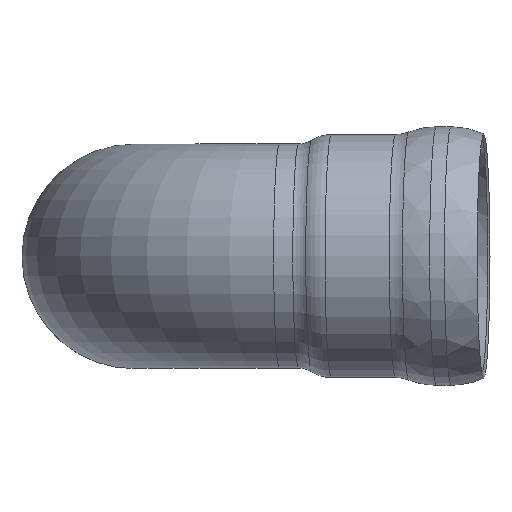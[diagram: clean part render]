
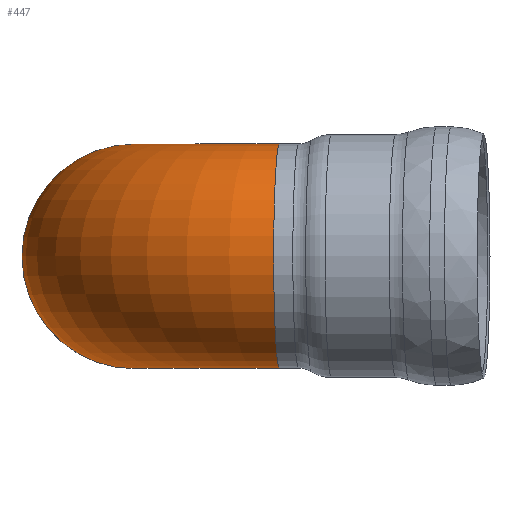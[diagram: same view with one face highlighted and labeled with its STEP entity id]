
A CAD part, top view. The second image highlights one B-rep face of the part: STEP entity #447.
In plain terms, the highlighted toroidal (fillet/blend) face has major radius 500 mm and minor radius 365 mm.
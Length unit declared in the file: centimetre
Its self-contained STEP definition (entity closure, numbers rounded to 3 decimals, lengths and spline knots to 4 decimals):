
#67=FACE_OUTER_BOUND('',#95,.T.);
#95=EDGE_LOOP('',(#300,#301,#302,#303));
#127=CIRCLE('',#483,36.5);
#128=CIRCLE('',#484,13.5);
#129=CIRCLE('',#485,36.5);
#184=VERTEX_POINT('',#752);
#185=VERTEX_POINT('',#754);
#229=EDGE_CURVE('',#184,#184,#127,.T.);
#230=EDGE_CURVE('',#184,#185,#128,.T.);
#231=EDGE_CURVE('',#185,#185,#129,.T.);
#300=ORIENTED_EDGE('',*,*,#229,.F.);
#301=ORIENTED_EDGE('',*,*,#230,.T.);
#302=ORIENTED_EDGE('',*,*,#231,.T.);
#303=ORIENTED_EDGE('',*,*,#230,.F.);
#437=TOROIDAL_SURFACE('',#482,50.,36.5);
#447=ADVANCED_FACE('',(#67),#437,.T.);
#482=AXIS2_PLACEMENT_3D('',#751,#573,#574);
#483=AXIS2_PLACEMENT_3D('',#753,#575,#576);
#484=AXIS2_PLACEMENT_3D('',#755,#577,#578);
#485=AXIS2_PLACEMENT_3D('',#756,#579,#580);
#573=DIRECTION('center_axis',(0.,1.,0.));
#574=DIRECTION('ref_axis',(-1.,0.,0.));
#575=DIRECTION('center_axis',(0.999,0.,0.052));
#576=DIRECTION('ref_axis',(0.052,0.,-0.999));
#577=DIRECTION('center_axis',(0.,-1.,0.));
#578=DIRECTION('ref_axis',(-1.,0.,0.));
#579=DIRECTION('center_axis',(0.,0.,
1.));
#580=DIRECTION('ref_axis',(1.,0.,0.));
#751=CARTESIAN_POINT('Origin',(116.0701,151.4498,16.3306));
#752=CARTESIAN_POINT('',(115.3635,151.4498,29.8121));
#753=CARTESIAN_POINT('Origin',(113.4533,151.4498,66.262));
#754=CARTESIAN_POINT('',(102.5701,151.4498,16.3306));
#755=CARTESIAN_POINT('Origin',(116.0701,151.4498,16.3306));
#756=CARTESIAN_POINT('Origin',(66.0701,151.4498,16.3306));
